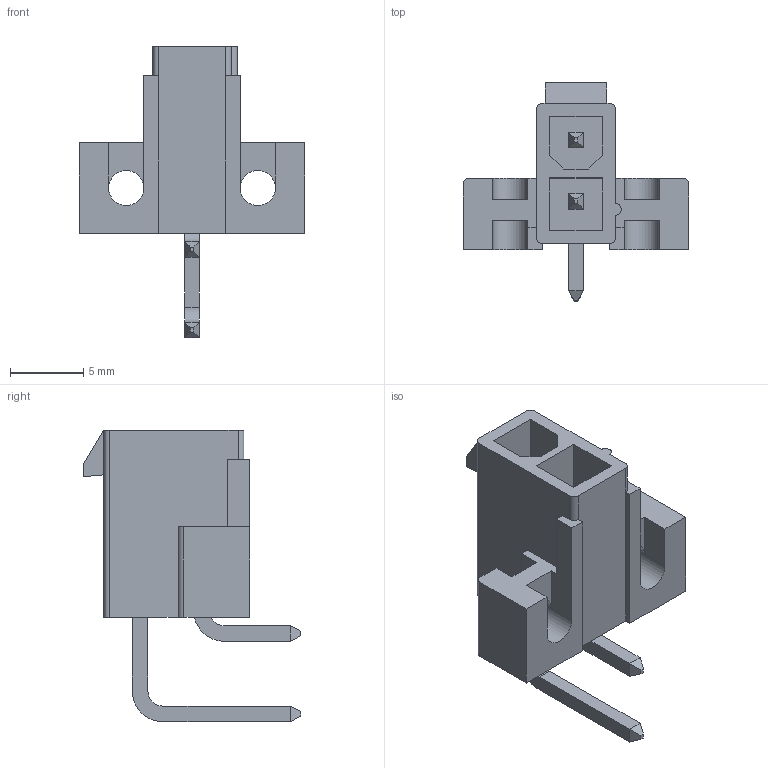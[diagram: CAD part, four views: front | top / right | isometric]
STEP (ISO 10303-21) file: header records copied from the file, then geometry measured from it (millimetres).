
FILE_DESCRIPTION(('HOOPS Exchange Step'),'2;1');
FILE_NAME('export-8C602A1D-7081-4D0A-9643-8FEA229626E7.stp','2023-05-05T22:46:53+17:00',('Daxxn'),('Alibre'),'HOOPS Exchange 2022.0','Alibre','Unknown authorisation');
FILE_SCHEMA( ('AP242_MANAGED_MODEL_BASED_3D_ENGINEERING_MIM_LF {1 0 10303 442 1 1 4 }') );
Length unit declared in the file: millimetre
Products named in the file (1): 039291027
Bounding box: 15.4 x 14.9 x 19.93 mm (x, y, z)
Volume: 718 mm3; surface area: 1192.3 mm2
Topology: 1 solids, 1 shells, 104 faces, 272 edges, 172 vertices
Faces by surface type: plane 88, cylinder 16
Entity records: 3202 total; most frequent: CARTESIAN_POINT 550, ORIENTED_EDGE 544, DIRECTION 516, EDGE_CURVE 272, VECTOR 240, LINE 240, VERTEX_POINT 172, AXIS2_PLACEMENT_3D 138
